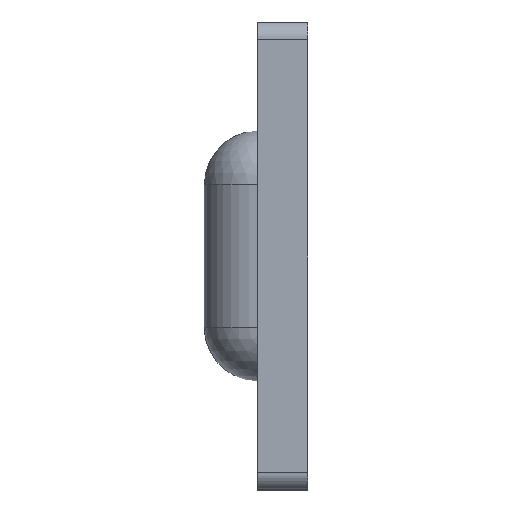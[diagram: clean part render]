
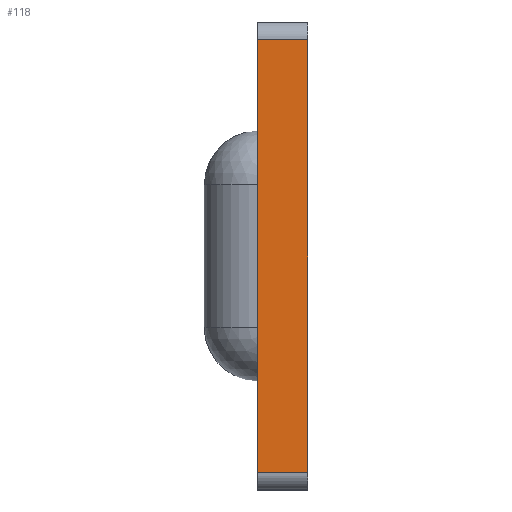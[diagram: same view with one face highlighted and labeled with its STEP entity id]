
A CAD part, left-side view. The second image highlights one B-rep face of the part: STEP entity #118.
In plain terms, the highlighted planar face has unit normal (-1, 0, 0).
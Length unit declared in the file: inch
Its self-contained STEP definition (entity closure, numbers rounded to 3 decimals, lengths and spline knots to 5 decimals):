
#22 = EDGE_CURVE ( 'NONE', #605, #184, #781, .T. ) ;
#28 = ORIENTED_EDGE ( 'NONE', *, *, #882, .T. ) ;
#43 = LINE ( 'NONE', #645, #852 ) ;
#55 = EDGE_CURVE ( 'NONE', #463, #727, #938, .T. ) ;
#66 = AXIS2_PLACEMENT_3D ( 'NONE', #681, #576, #564 ) ;
#118 = ADVANCED_FACE ( 'NONE', ( #462 ), #594, .F. ) ;
#127 = DIRECTION ( 'NONE',  ( 0., 0., 1. ) ) ;
#135 = ORIENTED_EDGE ( 'NONE', *, *, #302, .T. ) ;
#140 = CARTESIAN_POINT ( 'NONE',  ( -0.368, 0., 0.0865 ) ) ;
#184 = VERTEX_POINT ( 'NONE', #289 ) ;
#209 = CARTESIAN_POINT ( 'NONE',  ( -0.368, 0., -0.0935 ) ) ;
#218 = EDGE_LOOP ( 'NONE', ( #721, #28, #333, #135 ) ) ;
#270 = CARTESIAN_POINT ( 'NONE',  ( -0.368, 0.02, -0.0935 ) ) ;
#289 = CARTESIAN_POINT ( 'NONE',  ( -0.368, 0.02, 0.0865 ) ) ;
#302 = EDGE_CURVE ( 'NONE', #727, #184, #43, .T. ) ;
#312 = DIRECTION ( 'NONE',  ( 0., 0., 1. ) ) ;
#332 = CARTESIAN_POINT ( 'NONE',  ( -0.368, 0., -0.0865 ) ) ;
#333 = ORIENTED_EDGE ( 'NONE', *, *, #55, .T. ) ;
#346 = CARTESIAN_POINT ( 'NONE',  ( -0.368, 0.02, -0.0865 ) ) ;
#358 = VECTOR ( 'NONE', #312, 39.37008 ) ;
#462 = FACE_OUTER_BOUND ( 'NONE', #218, .T. ) ;
#463 = VERTEX_POINT ( 'NONE', #332 ) ;
#543 = DIRECTION ( 'NONE',  ( 0., 1., 0. ) ) ;
#556 = LINE ( 'NONE', #828, #908 ) ;
#564 = DIRECTION ( 'NONE',  ( 0., 0., -1. ) ) ;
#576 = DIRECTION ( 'NONE',  ( 1., 0., 0. ) ) ;
#594 = PLANE ( 'NONE',  #66 ) ;
#605 = VERTEX_POINT ( 'NONE', #346 ) ;
#645 = CARTESIAN_POINT ( 'NONE',  ( -0.368, 0.02, 0.0865 ) ) ;
#681 = CARTESIAN_POINT ( 'NONE',  ( -0.368, 0.02, -0.0935 ) ) ;
#721 = ORIENTED_EDGE ( 'NONE', *, *, #22, .F. ) ;
#727 = VERTEX_POINT ( 'NONE', #140 ) ;
#735 = DIRECTION ( 'NONE',  ( 0., -1., 0. ) ) ;
#738 = VECTOR ( 'NONE', #127, 39.37008 ) ;
#781 = LINE ( 'NONE', #270, #358 ) ;
#828 = CARTESIAN_POINT ( 'NONE',  ( -0.368, 0.02, -0.0865 ) ) ;
#852 = VECTOR ( 'NONE', #543, 39.37008 ) ;
#882 = EDGE_CURVE ( 'NONE', #605, #463, #556, .T. ) ;
#908 = VECTOR ( 'NONE', #735, 39.37008 ) ;
#938 = LINE ( 'NONE', #209, #738 ) ;
